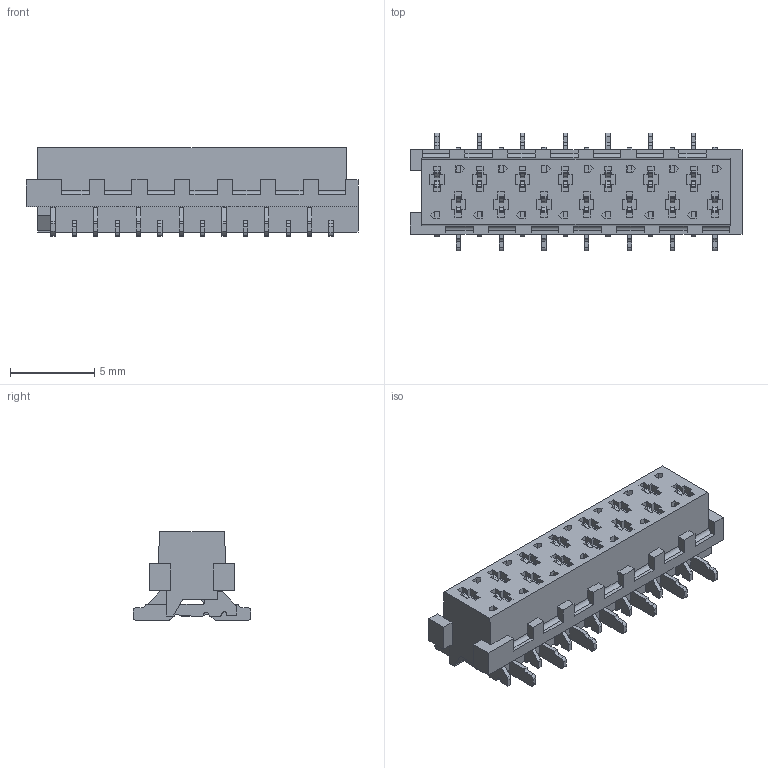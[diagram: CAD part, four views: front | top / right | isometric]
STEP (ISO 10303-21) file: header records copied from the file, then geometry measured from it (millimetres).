
FILE_DESCRIPTION((''),'2;1');
FILE_NAME('C-1-2178711-4','2017-02-01T',('workeradm'),('Tyco Electronics Ltd.'),'CREO PARAMETRIC BY PTC INC, 2016050','CREO PARAMETRIC BY PTC INC, 2016050','');
FILE_SCHEMA(('AUTOMOTIVE_DESIGN { 1 0 10303 214 1 1 1 1 }'));
Length unit declared in the file: millimetre
Products named in the file (1): C-1-2178711-4
Bounding box: 19.71 x 7 x 5.25 mm (x, y, z)
Volume: 343.6 mm3; surface area: 654.4 mm2
Topology: 1 solids, 1 shells, 1074 faces, 3131 edges, 2087 vertices
Faces by surface type: plane 836, cylinder 238
Entity records: 35456 total; most frequent: CARTESIAN_POINT 6294, ORIENTED_EDGE 6262, DIRECTION 5756, EDGE_CURVE 3131, VECTOR 2654, LINE 2654, VERTEX_POINT 2087, AXIS2_PLACEMENT_3D 1551
